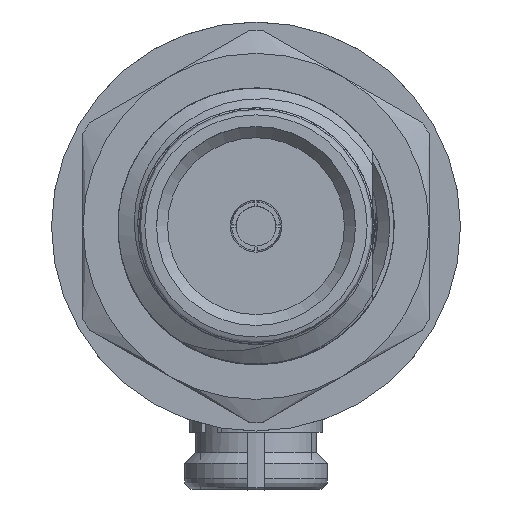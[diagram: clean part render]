
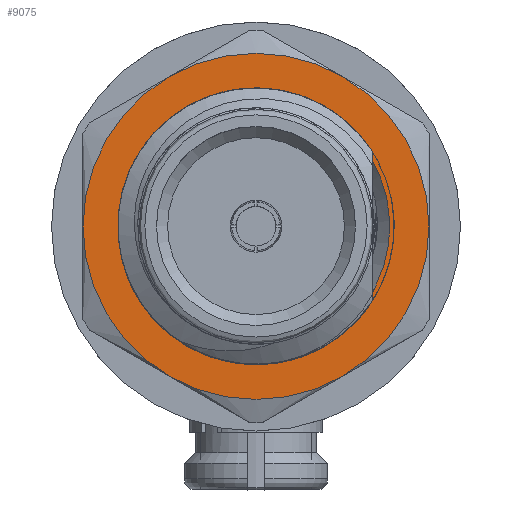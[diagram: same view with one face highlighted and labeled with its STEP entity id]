
A CAD part, top view. The second image highlights one B-rep face of the part: STEP entity #9075.
In plain terms, the highlighted face is planar.
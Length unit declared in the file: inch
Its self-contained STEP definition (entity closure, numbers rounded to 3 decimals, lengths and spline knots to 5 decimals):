
#380 = CARTESIAN_POINT ( 'NONE',  ( 0.215, -0.09085, -0.07995 ) ) ;
#982 = VERTEX_POINT ( 'NONE', #22166 ) ;
#999 = CARTESIAN_POINT ( 'NONE',  ( 0.215, -0.11913, -0.03717 ) ) ;
#1919 = CARTESIAN_POINT ( 'NONE',  ( 0.215, 0.13553, 0.07825 ) ) ;
#1935 = CARTESIAN_POINT ( 'NONE',  ( 0.215, -0.05979, 0.10572 ) ) ;
#2428 = CARTESIAN_POINT ( 'NONE',  ( 0.215, 0.13553, -0.07825 ) ) ;
#2657 = EDGE_CURVE ( 'NONE', #5071, #10027, #18926, .T. ) ;
#2766 = DIRECTION ( 'NONE',  ( 0., 0.5, -0.866 ) ) ;
#2910 = EDGE_LOOP ( 'NONE', ( #21684, #32849, #27169, #23421, #21560, #26139 ) ) ;
#2945 = EDGE_CURVE ( 'NONE', #22714, #18431, #16450, .T. ) ;
#3032 = VERTEX_POINT ( 'NONE', #22665 ) ;
#3978 = CARTESIAN_POINT ( 'NONE',  ( 0.215, -0.10499, 0.06783 ) ) ;
#4501 = CARTESIAN_POINT ( 'NONE',  ( 0.215, -0.06457, 0.10323 ) ) ;
#4661 = CARTESIAN_POINT ( 'NONE',  ( 0.215, -0.09101, 0.08435 ) ) ;
#4789 = CARTESIAN_POINT ( 'NONE',  ( 0.215, 0., 0. ) ) ;
#5071 = VERTEX_POINT ( 'NONE', #380 ) ;
#5772 = DIRECTION ( 'NONE',  ( -1., 0., 0. ) ) ;
#6276 = CARTESIAN_POINT ( 'NONE',  ( 0.215, 0., -0.1565 ) ) ;
#6618 = DIRECTION ( 'NONE',  ( -1., 0., 0. ) ) ;
#6687 = VERTEX_POINT ( 'NONE', #1919 ) ;
#6698 = CARTESIAN_POINT ( 'NONE',  ( 0.215, -0.07383, 0.09762 ) ) ;
#7048 = CARTESIAN_POINT ( 'NONE',  ( 0.215, -0.05485, 0.10787 ) ) ;
#7917 = AXIS2_PLACEMENT_3D ( 'NONE', #29086, #5772, #24144 ) ;
#8421 = B_SPLINE_CURVE_WITH_KNOTS ( 'NONE', 3,
 ( #19211, #999, #24828, #29247, #18864, #11538 ),
 .UNSPECIFIED., .F., .F.,
 ( 4, 2, 4 ),
 ( 0., 0.00078, 0.00157 ),
 .UNSPECIFIED. ) ;
#8830 = DIRECTION ( 'NONE',  ( 0., 0.5, -0.866 ) ) ;
#9075 = ADVANCED_FACE ( 'NONE', ( #12260, #25381 ), #33195, .T. ) ;
#9214 = EDGE_CURVE ( 'NONE', #21782, #3032, #20267, .T. ) ;
#9564 = AXIS2_PLACEMENT_3D ( 'NONE', #14437, #6618, #8830 ) ;
#9885 = DIRECTION ( 'NONE',  ( -1., 0., 0. ) ) ;
#10027 = VERTEX_POINT ( 'NONE', #20483 ) ;
#10641 = EDGE_CURVE ( 'NONE', #21570, #24709, #16441, .T. ) ;
#10693 = EDGE_CURVE ( 'NONE', #10027, #18431, #23514, .T. ) ;
#10696 = DIRECTION ( 'NONE',  ( 0., 0.5, -0.866 ) ) ;
#11538 = CARTESIAN_POINT ( 'NONE',  ( 0.215, -0.09085, -0.07995 ) ) ;
#11689 = EDGE_LOOP ( 'NONE', ( #22513, #22673, #30843, #18522 ) ) ;
#12134 = CARTESIAN_POINT ( 'NONE',  ( 0.215, 0., 0. ) ) ;
#12172 = EDGE_CURVE ( 'NONE', #24709, #982, #29108, .T. ) ;
#12260 = FACE_OUTER_BOUND ( 'NONE', #2910, .T. ) ;
#12354 = EDGE_CURVE ( 'NONE', #982, #21782, #27519, .T. ) ;
#12836 = CIRCLE ( 'NONE', #16066, 0.1565 ) ;
#14176 = CARTESIAN_POINT ( 'NONE',  ( 0.215, 0., 0. ) ) ;
#14318 = DIRECTION ( 'NONE',  ( -1., 0., 0. ) ) ;
#14437 = CARTESIAN_POINT ( 'NONE',  ( 0.215, 0., 0. ) ) ;
#14580 = CARTESIAN_POINT ( 'NONE',  ( 0.215, -0.12202, -0.02715 ) ) ;
#14870 = CARTESIAN_POINT ( 'NONE',  ( 0.215, -0.07833, 0.09448 ) ) ;
#15480 = DIRECTION ( 'NONE',  ( 0., 0.5, -0.866 ) ) ;
#16066 = AXIS2_PLACEMENT_3D ( 'NONE', #14176, #29843, #27305 ) ;
#16441 = CIRCLE ( 'NONE', #33308, 0.1565 ) ;
#16450 = CIRCLE ( 'NONE', #20820, 0.125 ) ;
#17037 = CARTESIAN_POINT ( 'NONE',  ( 0.215, 0., 0. ) ) ;
#17849 = AXIS2_PLACEMENT_3D ( 'NONE', #26587, #21293, #2766 ) ;
#18067 = AXIS2_PLACEMENT_3D ( 'NONE', #4789, #9885, #15480 ) ;
#18367 = CARTESIAN_POINT ( 'NONE',  ( 0.215, 0., 0. ) ) ;
#18431 = VERTEX_POINT ( 'NONE', #23903 ) ;
#18522 = ORIENTED_EDGE ( 'NONE', *, *, #10693, .T. ) ;
#18541 = CARTESIAN_POINT ( 'NONE',  ( 0.215, 0., 0. ) ) ;
#18864 = CARTESIAN_POINT ( 'NONE',  ( 0.215, -0.09813, -0.07269 ) ) ;
#18926 = CIRCLE ( 'NONE', #17849, 0.12102 ) ;
#19211 = CARTESIAN_POINT ( 'NONE',  ( 0.215, -0.12202, -0.02715 ) ) ;
#20267 = CIRCLE ( 'NONE', #25685, 0.1565 ) ;
#20483 = CARTESIAN_POINT ( 'NONE',  ( 0.215, -0.05485, 0.10787 ) ) ;
#20820 = AXIS2_PLACEMENT_3D ( 'NONE', #17037, #14318, #29470 ) ;
#21293 = DIRECTION ( 'NONE',  ( 1., 0., 0. ) ) ;
#21404 = DIRECTION ( 'NONE',  ( -1., 0., 0. ) ) ;
#21560 = ORIENTED_EDGE ( 'NONE', *, *, #32107, .T. ) ;
#21570 = VERTEX_POINT ( 'NONE', #2428 ) ;
#21684 = ORIENTED_EDGE ( 'NONE', *, *, #10641, .T. ) ;
#21782 = VERTEX_POINT ( 'NONE', #24054 ) ;
#22166 = CARTESIAN_POINT ( 'NONE',  ( 0.215, -0.13553, -0.07825 ) ) ;
#22350 = CARTESIAN_POINT ( 'NONE',  ( 0.215, -0.0985, 0.0766 ) ) ;
#22513 = ORIENTED_EDGE ( 'NONE', *, *, #2945, .F. ) ;
#22519 = DIRECTION ( 'NONE',  ( -1., 0., 0. ) ) ;
#22665 = CARTESIAN_POINT ( 'NONE',  ( 0.215, 0., 0.1565 ) ) ;
#22673 = ORIENTED_EDGE ( 'NONE', *, *, #32432, .T. ) ;
#22714 = VERTEX_POINT ( 'NONE', #14580 ) ;
#23421 = ORIENTED_EDGE ( 'NONE', *, *, #9214, .T. ) ;
#23514 = B_SPLINE_CURVE_WITH_KNOTS ( 'NONE', 3,
 ( #7048, #1935, #4501, #6698, #14870, #4661, #22350, #3978 ),
 .UNSPECIFIED., .F., .F.,
 ( 4, 2, 2, 4 ),
 ( 0.00139, 0.0018, 0.00221, 0.00303 ),
 .UNSPECIFIED. ) ;
#23903 = CARTESIAN_POINT ( 'NONE',  ( 0.215, -0.10499, 0.06783 ) ) ;
#24054 = CARTESIAN_POINT ( 'NONE',  ( 0.215, -0.13553, 0.07825 ) ) ;
#24144 = DIRECTION ( 'NONE',  ( 0., 0.5, -0.866 ) ) ;
#24709 = VERTEX_POINT ( 'NONE', #6276 ) ;
#24824 = EDGE_CURVE ( 'NONE', #6687, #21570, #29094, .T. ) ;
#24828 = CARTESIAN_POINT ( 'NONE',  ( 0.215, -0.11505, -0.04661 ) ) ;
#25381 = FACE_BOUND ( 'NONE', #11689, .T. ) ;
#25685 = AXIS2_PLACEMENT_3D ( 'NONE', #18367, #21404, #10696 ) ;
#26139 = ORIENTED_EDGE ( 'NONE', *, *, #24824, .T. ) ;
#26373 = DIRECTION ( 'NONE',  ( 0., 0.5, -0.866 ) ) ;
#26587 = CARTESIAN_POINT ( 'NONE',  ( 0.215, 0., 0. ) ) ;
#26945 = AXIS2_PLACEMENT_3D ( 'NONE', #18541, #28923, #26373 ) ;
#27169 = ORIENTED_EDGE ( 'NONE', *, *, #12354, .T. ) ;
#27305 = DIRECTION ( 'NONE',  ( 0., 0.5, -0.866 ) ) ;
#27519 = CIRCLE ( 'NONE', #7917, 0.1565 ) ;
#27821 = DIRECTION ( 'NONE',  ( 0., 0.5, -0.866 ) ) ;
#28923 = DIRECTION ( 'NONE',  ( -1., 0., 0. ) ) ;
#29086 = CARTESIAN_POINT ( 'NONE',  ( 0.215, 0., 0. ) ) ;
#29094 = CIRCLE ( 'NONE', #9564, 0.1565 ) ;
#29108 = CIRCLE ( 'NONE', #26945, 0.1565 ) ;
#29247 = CARTESIAN_POINT ( 'NONE',  ( 0.215, -0.10457, -0.06438 ) ) ;
#29470 = DIRECTION ( 'NONE',  ( 0., 0.5, -0.866 ) ) ;
#29843 = DIRECTION ( 'NONE',  ( -1., 0., 0. ) ) ;
#30843 = ORIENTED_EDGE ( 'NONE', *, *, #2657, .T. ) ;
#32107 = EDGE_CURVE ( 'NONE', #3032, #6687, #12836, .T. ) ;
#32432 = EDGE_CURVE ( 'NONE', #22714, #5071, #8421, .T. ) ;
#32849 = ORIENTED_EDGE ( 'NONE', *, *, #12172, .T. ) ;
#33195 = PLANE ( 'NONE',  #18067 ) ;
#33308 = AXIS2_PLACEMENT_3D ( 'NONE', #12134, #22519, #27821 ) ;
